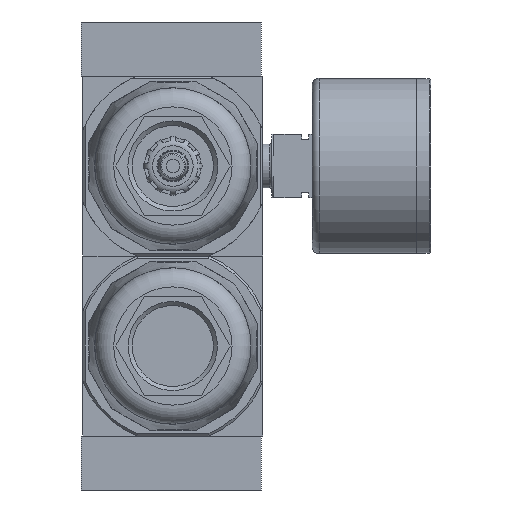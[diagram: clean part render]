
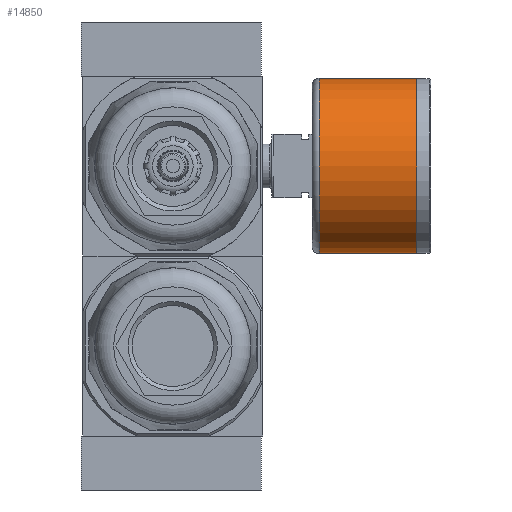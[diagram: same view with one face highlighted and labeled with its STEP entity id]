
A CAD part, front view. The second image highlights one B-rep face of the part: STEP entity #14850.
In plain terms, the highlighted cylindrical face has radius 19.5 mm (diameter 39 mm), a full revolution.
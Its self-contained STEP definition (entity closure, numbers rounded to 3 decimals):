
#684=CYLINDRICAL_SURFACE('',#20473,19.5);
#1291=CIRCLE('',#20472,19.5);
#1292=CIRCLE('',#20474,19.5);
#3740=ORIENTED_EDGE('',*,*,#7073,.F.);
#3741=ORIENTED_EDGE('',*,*,#7074,.T.);
#7073=EDGE_CURVE('',#8940,#8940,#1291,.T.);
#7074=EDGE_CURVE('',#8941,#8941,#1292,.T.);
#8940=VERTEX_POINT('',#28442);
#8941=VERTEX_POINT('',#28445);
#12249=EDGE_LOOP('',(#3740));
#12250=EDGE_LOOP('',(#3741));
#13382=FACE_BOUND('',#12249,.T.);
#13383=FACE_BOUND('',#12250,.T.);
#14850=ADVANCED_FACE('',(#13382,#13383),#684,.T.);
#20472=AXIS2_PLACEMENT_3D('',#28441,#23504,#23505);
#20473=AXIS2_PLACEMENT_3D('',#28443,#23506,#23507);
#20474=AXIS2_PLACEMENT_3D('',#28444,#23508,#23509);
#23504=DIRECTION('',(1.,0.,0.));
#23505=DIRECTION('',(0.,0.,-1.));
#23506=DIRECTION('',(1.,0.,0.));
#23507=DIRECTION('',(0.,0.,-1.));
#23508=DIRECTION('',(1.,0.,0.));
#23509=DIRECTION('',(0.,0.,-1.));
#28441=CARTESIAN_POINT('',(-3.2,0.,0.));
#28442=CARTESIAN_POINT('',(-3.2,0.,-19.5));
#28443=CARTESIAN_POINT('',(0.,0.,0.));
#28444=CARTESIAN_POINT('',(-24.85,0.,0.));
#28445=CARTESIAN_POINT('',(-24.85,0.,-19.5));
